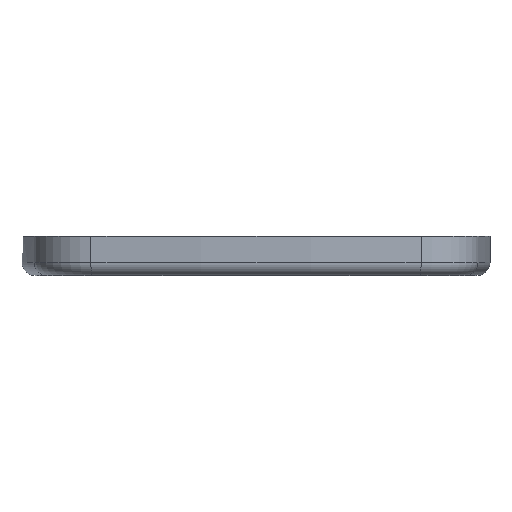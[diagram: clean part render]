
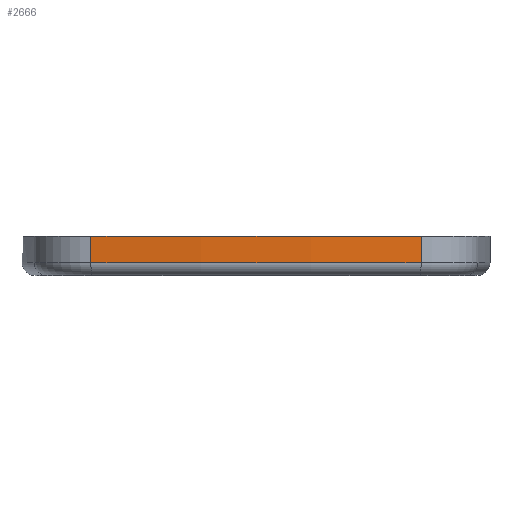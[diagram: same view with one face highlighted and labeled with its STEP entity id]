
A CAD part, front view. The second image highlights one B-rep face of the part: STEP entity #2666.
In plain terms, the highlighted cylindrical face has radius 108.75 mm (diameter 217.5 mm), a partial arc.
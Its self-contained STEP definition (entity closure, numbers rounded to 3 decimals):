
#57 = ORIENTED_EDGE ( 'NONE', *, *, #1562, .T. ) ;
#163 = CARTESIAN_POINT ( 'NONE',  ( -12.703, -18.256, -0.5 ) ) ;
#201 = EDGE_LOOP ( 'NONE', ( #1200, #57, #399, #2413 ) ) ;
#256 = VECTOR ( 'NONE', #1532, 1000. ) ;
#348 = EDGE_CURVE ( 'NONE', #742, #736, #2085, .T. ) ;
#386 = CIRCLE ( 'NONE', #2200, 108.75 ) ;
#399 = ORIENTED_EDGE ( 'NONE', *, *, #2605, .T. ) ;
#446 = DIRECTION ( 'NONE',  ( 0., 0., -1. ) ) ;
#472 = CYLINDRICAL_SURFACE ( 'NONE', #2843, 108.75 ) ;
#585 = DIRECTION ( 'NONE',  ( 1., 0., 0. ) ) ;
#736 = VERTEX_POINT ( 'NONE', #2492 ) ;
#742 = VERTEX_POINT ( 'NONE', #809 ) ;
#751 = VECTOR ( 'NONE', #446, 1000. ) ;
#809 = CARTESIAN_POINT ( 'NONE',  ( -12.703, -18.256, 1.5 ) ) ;
#923 = DIRECTION ( 'NONE',  ( 0., 0., 1. ) ) ;
#1050 = VERTEX_POINT ( 'NONE', #1226 ) ;
#1200 = ORIENTED_EDGE ( 'NONE', *, *, #1962, .T. ) ;
#1225 = FACE_OUTER_BOUND ( 'NONE', #201, .T. ) ;
#1226 = CARTESIAN_POINT ( 'NONE',  ( 12.703, -18.256, -0.5 ) ) ;
#1489 = CARTESIAN_POINT ( 'NONE',  ( 0., 89.75, 1.5 ) ) ;
#1532 = DIRECTION ( 'NONE',  ( 0., 0., 1. ) ) ;
#1562 = EDGE_CURVE ( 'NONE', #1847, #1050, #386, .T. ) ;
#1820 = LINE ( 'NONE', #2179, #256 ) ;
#1847 = VERTEX_POINT ( 'NONE', #163 ) ;
#1962 = EDGE_CURVE ( 'NONE', #742, #1847, #2459, .T. ) ;
#2085 = CIRCLE ( 'NONE', #2331, 108.75 ) ;
#2179 = CARTESIAN_POINT ( 'NONE',  ( 12.703, -18.256, -1.5 ) ) ;
#2200 = AXIS2_PLACEMENT_3D ( 'NONE', #2889, #923, #2648 ) ;
#2223 = CARTESIAN_POINT ( 'NONE',  ( 0., 89.75, -1.5 ) ) ;
#2331 = AXIS2_PLACEMENT_3D ( 'NONE', #1489, #2365, #585 ) ;
#2365 = DIRECTION ( 'NONE',  ( 0., 0., 1. ) ) ;
#2413 = ORIENTED_EDGE ( 'NONE', *, *, #348, .F. ) ;
#2415 = DIRECTION ( 'NONE',  ( 1., 0., 0. ) ) ;
#2459 = LINE ( 'NONE', #2873, #751 ) ;
#2492 = CARTESIAN_POINT ( 'NONE',  ( 12.703, -18.256, 1.5 ) ) ;
#2605 = EDGE_CURVE ( 'NONE', #1050, #736, #1820, .T. ) ;
#2648 = DIRECTION ( 'NONE',  ( -1., 0., 0. ) ) ;
#2659 = DIRECTION ( 'NONE',  ( 0., 0., 1. ) ) ;
#2666 = ADVANCED_FACE ( 'NONE', ( #1225 ), #472, .T. ) ;
#2843 = AXIS2_PLACEMENT_3D ( 'NONE', #2223, #2659, #2415 ) ;
#2873 = CARTESIAN_POINT ( 'NONE',  ( -12.703, -18.256, -1.5 ) ) ;
#2889 = CARTESIAN_POINT ( 'NONE',  ( 0., 89.75, -0.5 ) ) ;
